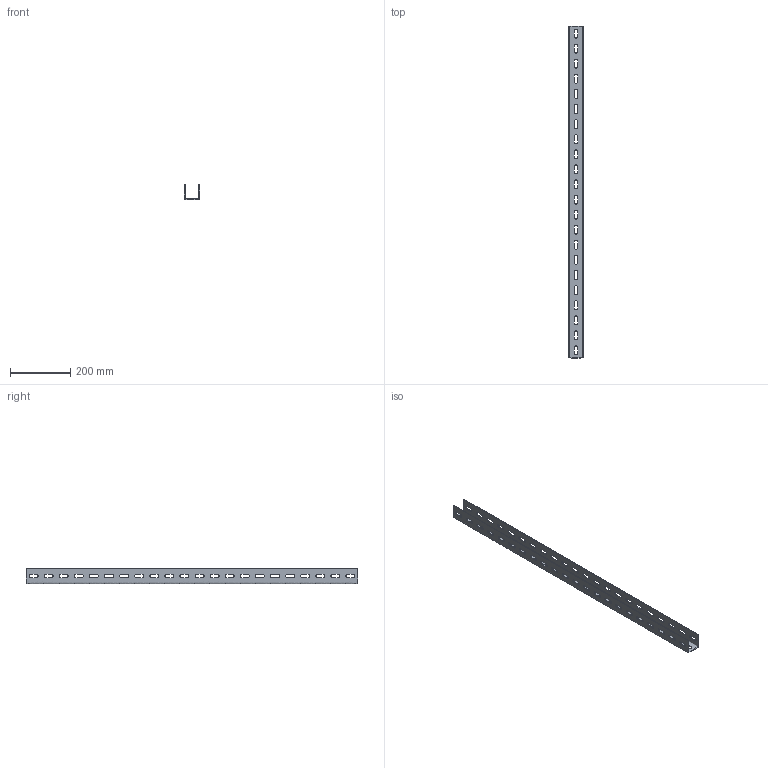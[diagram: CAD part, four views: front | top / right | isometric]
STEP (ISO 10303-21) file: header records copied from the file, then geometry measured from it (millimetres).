
FILE_DESCRIPTION(/* description */ (''),/* implementation_level */ '2;1');
FILE_NAME(/* name */ '6340964',/* time_stamp */ '2015-01-05T09:17:50+01:00',/* author */ (''),/* organization */ (''),/* preprocessor_version */ 'ST-DEVELOPER v15',/* originating_system */ '',/* authorisation */ '');
FILE_SCHEMA (('AUTOMOTIVE_DESIGN'));
Length unit declared in the file: millimetre
Products named in the file (1): Document
Bounding box: 50 x 1100 x 50 mm (x, y, z)
Volume: 365295.7 mm3; surface area: 292003.4 mm2
Topology: 1 solids, 1 shells, 270 faces, 804 edges, 536 vertices
Faces by surface type: plane 136, bspline 134
Entity records: 10521 total; most frequent: CARTESIAN_POINT 5530, ORIENTED_EDGE 1608, EDGE_CURVE 804, B_SPLINE_CURVE_WITH_KNOTS 536, VERTEX_POINT 536, EDGE_LOOP 402, ADVANCED_FACE 270, FACE_OUTER_BOUND 270
